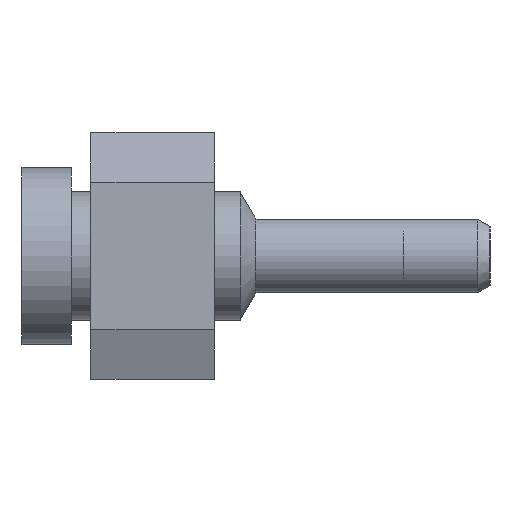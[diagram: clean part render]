
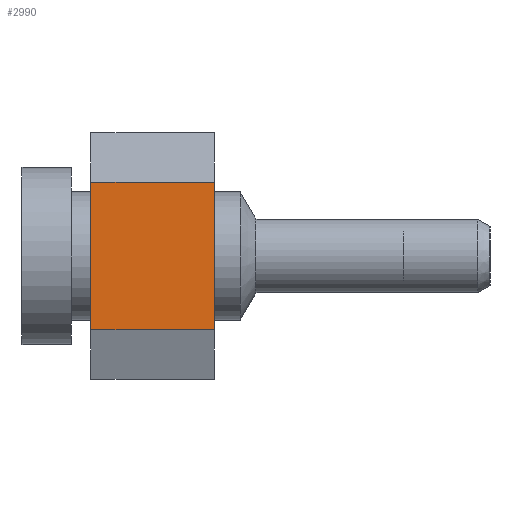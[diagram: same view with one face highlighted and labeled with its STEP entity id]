
A CAD part, left-side view. The second image highlights one B-rep face of the part: STEP entity #2990.
In plain terms, the highlighted planar face has unit normal (-1, 0, 0).
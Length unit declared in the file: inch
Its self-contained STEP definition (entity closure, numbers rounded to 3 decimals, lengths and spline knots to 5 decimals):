
#94=LINE('',#4410,#442);
#95=LINE('',#4413,#443);
#96=LINE('',#4415,#444);
#97=LINE('',#4417,#445);
#442=VECTOR('',#3584,39.37008);
#443=VECTOR('',#3585,39.37008);
#444=VECTOR('',#3586,39.37008);
#445=VECTOR('',#3587,39.37008);
#939=ORIENTED_EDGE('',*,*,#1727,.T.);
#940=ORIENTED_EDGE('',*,*,#1728,.T.);
#941=ORIENTED_EDGE('',*,*,#1729,.F.);
#942=ORIENTED_EDGE('',*,*,#1730,.F.);
#1727=EDGE_CURVE('',#2130,#2131,#94,.T.);
#1728=EDGE_CURVE('',#2131,#2132,#95,.T.);
#1729=EDGE_CURVE('',#2133,#2132,#96,.T.);
#1730=EDGE_CURVE('',#2130,#2133,#97,.T.);
#2130=VERTEX_POINT('',#4411);
#2131=VERTEX_POINT('',#4412);
#2132=VERTEX_POINT('',#4414);
#2133=VERTEX_POINT('',#4416);
#2429=EDGE_LOOP('',(#939,#940,#941,#942));
#2656=FACE_BOUND('',#2429,.T.);
#2855=PLANE('',#3205);
#2990=ADVANCED_FACE('',(#2656),#2855,.F.);
#3205=AXIS2_PLACEMENT_3D('',#4409,#3582,#3583);
#3582=DIRECTION('',(1.,0.,0.));
#3583=DIRECTION('',(0.,0.,-1.));
#3584=DIRECTION('',(0.,-1.,0.));
#3585=DIRECTION('',(0.,0.,1.));
#3586=DIRECTION('',(0.,-1.,0.));
#3587=DIRECTION('',(0.,0.,1.));
#4409=CARTESIAN_POINT('',(0.,0.05,-0.05));
#4410=CARTESIAN_POINT('',(0.,0.1,-0.03));
#4411=CARTESIAN_POINT('',(0.,0.05,-0.03));
#4412=CARTESIAN_POINT('',(0.,0.,-0.03));
#4413=CARTESIAN_POINT('',(0.,0.,-0.05));
#4414=CARTESIAN_POINT('',(0.,0.,0.03));
#4415=CARTESIAN_POINT('',(0.,0.1,0.03));
#4416=CARTESIAN_POINT('',(0.,0.05,0.03));
#4417=CARTESIAN_POINT('',(0.,0.05,-0.05));
